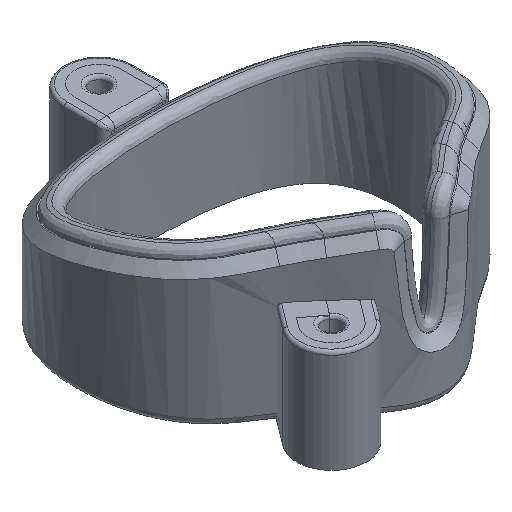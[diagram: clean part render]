
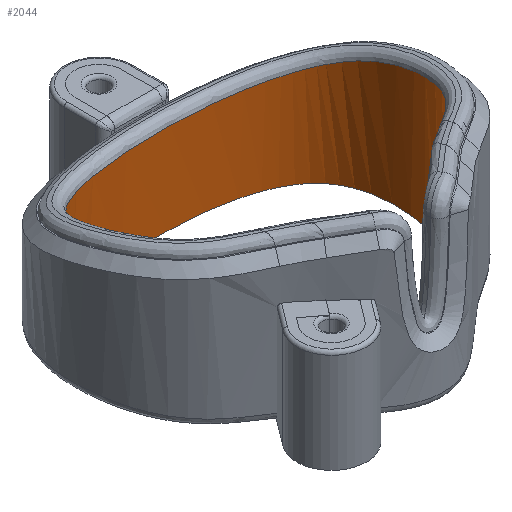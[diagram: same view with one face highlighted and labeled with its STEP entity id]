
A CAD part, isometric view. The second image highlights one B-rep face of the part: STEP entity #2044.
In plain terms, the highlighted free-form (B-spline) face has degree [3, 1] with [21, 2] control points.
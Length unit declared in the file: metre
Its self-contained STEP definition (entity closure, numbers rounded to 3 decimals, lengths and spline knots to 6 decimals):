
#254=B_SPLINE_CURVE_WITH_KNOTS('',3,(#5532,#5533,#5534,#5535,#5536,#5537,
#5538,#5539,#5540,#5541,#5542,#5543,#5544,#5545,#5546,#5547,#5548,#5549,
#5550,#5551,#5552,#5553,#5554,#5555,#5556,#5557,#5558,#5559,#5560,#5561),
 .UNSPECIFIED.,.F.,.F.,(4,1,1,1,1,1,1,1,1,1,1,1,1,1,1,1,1,1,1,1,1,1,1,1,
1,1,1,4),(0.,0.002517,0.005034,0.007552,
0.010069,0.012586,0.015103,0.01762,
0.020137,0.022655,0.025172,0.027689,
0.030206,0.03524,0.040275,0.045309,
0.050343,0.052861,0.055378,0.057895,
0.060412,0.062929,0.065446,0.070481,
0.072998,0.075515,0.078032,0.080549),
 .UNSPECIFIED.);
#255=B_SPLINE_CURVE_WITH_KNOTS('',3,(#5565,#5566,#5567,#5568,#5569,#5570,
#5571,#5572,#5573,#5574,#5575,#5576,#5577),.UNSPECIFIED.,.T.,.F.,(1,3,1,
1,1,1,1,1,1,1,1,3,1),(-0.123861,0.,0.123861,0.216091,
0.308321,0.401805,0.5,0.598195,0.691679,
0.783909,0.876139,1.,1.123861),.UNSPECIFIED.);
#719=ORIENTED_EDGE('',*,*,#1140,.F.);
#720=ORIENTED_EDGE('',*,*,#1141,.T.);
#721=ORIENTED_EDGE('',*,*,#1142,.T.);
#722=ORIENTED_EDGE('',*,*,#1143,.F.);
#1140=EDGE_CURVE('',#1373,#1374,#1518,.T.);
#1141=EDGE_CURVE('',#1373,#1375,#254,.T.);
#1142=EDGE_CURVE('',#1375,#1376,#1519,.T.);
#1143=EDGE_CURVE('',#1374,#1376,#255,.T.);
#1373=VERTEX_POINT('',#5530);
#1374=VERTEX_POINT('',#5531);
#1375=VERTEX_POINT('',#5562);
#1376=VERTEX_POINT('',#5564);
#1518=LINE('',#5529,#1631);
#1519=LINE('',#5563,#1632);
#1631=VECTOR('',#2490,1.);
#1632=VECTOR('',#2491,1.);
#1746=EDGE_LOOP('',(#719,#720,#721,#722));
#1878=FACE_BOUND('',#1746,.T.);
#1956=B_SPLINE_SURFACE_WITH_KNOTS('',3,1,((#5487,#5488),(#5489,#5490),(#5491,
#5492),(#5493,#5494),(#5495,#5496),(#5497,#5498),(#5499,#5500),(#5501,#5502),
(#5503,#5504),(#5505,#5506),(#5507,#5508),(#5509,#5510),(#5511,#5512),(#5513,
#5514),(#5515,#5516),(#5517,#5518),(#5519,#5520),(#5521,#5522),(#5523,#5524),
(#5525,#5526),(#5527,#5528)),.SURF_OF_LINEAR_EXTRUSION.,.F.,.F.,.F.,(4,
1,1,1,1,1,1,1,1,1,1,1,1,1,1,1,1,1,4),(2,2),(0.641291,0.68613,
0.730968,0.775807,0.820646,0.865484,
0.887903,0.910323,0.955161,1.,
1.044839,1.089677,1.112097,1.134516,1.179354,
1.224193,1.269032,1.31387,1.358709),(0.,
1.),.UNSPECIFIED.);
#2044=ADVANCED_FACE('',(#1878),#1956,.T.);
#2490=DIRECTION('',(0.,0.,-1.));
#2491=DIRECTION('',(0.,0.,-1.));
#5487=CARTESIAN_POINT('',(0.01195,-0.008638,0.01815));
#5488=CARTESIAN_POINT('',(0.01195,-0.008638,0.));
#5489=CARTESIAN_POINT('',(0.013177,-0.007839,0.01815));
#5490=CARTESIAN_POINT('',(0.013177,-0.007839,0.));
#5491=CARTESIAN_POINT('',(0.015458,-0.006303,0.01815));
#5492=CARTESIAN_POINT('',(0.015458,-0.006303,0.));
#5493=CARTESIAN_POINT('',(0.017607,-0.002627,0.01815));
#5494=CARTESIAN_POINT('',(0.017607,-0.002627,0.));
#5495=CARTESIAN_POINT('',(0.01852,0.001911,0.01815));
#5496=CARTESIAN_POINT('',(0.01852,0.001911,0.));
#5497=CARTESIAN_POINT('',(0.018401,0.006559,0.01815));
#5498=CARTESIAN_POINT('',(0.018401,0.006559,0.));
#5499=CARTESIAN_POINT('',(0.016992,0.009967,0.01815));
#5500=CARTESIAN_POINT('',(0.016992,0.009967,0.));
#5501=CARTESIAN_POINT('',(0.014703,0.01205,0.01815));
#5502=CARTESIAN_POINT('',(0.014703,0.01205,0.));
#5503=CARTESIAN_POINT('',(0.011659,0.013665,0.01815));
#5504=CARTESIAN_POINT('',(0.011659,0.013665,0.));
#5505=CARTESIAN_POINT('',(0.006761,0.014898,0.01815));
#5506=CARTESIAN_POINT('',(0.006761,0.014898,0.));
#5507=CARTESIAN_POINT('',(0.,0.015321,0.01815));
#5508=CARTESIAN_POINT('',(0.,0.015321,0.));
#5509=CARTESIAN_POINT('',(-0.006761,0.014898,0.01815));
#5510=CARTESIAN_POINT('',(-0.006761,0.014898,0.));
#5511=CARTESIAN_POINT('',(-0.011659,0.013665,0.01815));
#5512=CARTESIAN_POINT('',(-0.011659,0.013665,0.));
#5513=CARTESIAN_POINT('',(-0.014703,0.01205,0.01815));
#5514=CARTESIAN_POINT('',(-0.014703,0.01205,0.));
#5515=CARTESIAN_POINT('',(-0.016992,0.009967,0.01815));
#5516=CARTESIAN_POINT('',(-0.016992,0.009967,0.));
#5517=CARTESIAN_POINT('',(-0.018401,0.006559,0.01815));
#5518=CARTESIAN_POINT('',(-0.018401,0.006559,0.));
#5519=CARTESIAN_POINT('',(-0.01852,0.001911,0.01815));
#5520=CARTESIAN_POINT('',(-0.01852,0.001911,0.));
#5521=CARTESIAN_POINT('',(-0.017607,-0.002627,0.01815));
#5522=CARTESIAN_POINT('',(-0.017607,-0.002627,0.));
#5523=CARTESIAN_POINT('',(-0.015458,-0.006303,0.01815));
#5524=CARTESIAN_POINT('',(-0.015458,-0.006303,0.));
#5525=CARTESIAN_POINT('',(-0.013177,-0.007839,0.01815));
#5526=CARTESIAN_POINT('',(-0.013177,-0.007839,0.));
#5527=CARTESIAN_POINT('',(-0.01195,-0.008638,0.01815));
#5528=CARTESIAN_POINT('',(-0.01195,-0.008638,0.));
#5529=CARTESIAN_POINT('',(0.01195,-0.008638,0.022));
#5530=CARTESIAN_POINT('',(0.01195,-0.008638,0.018042));
#5531=CARTESIAN_POINT('',(0.01195,-0.008638,0.));
#5532=CARTESIAN_POINT('',(0.01195,-0.008638,0.018042));
#5533=CARTESIAN_POINT('',(0.012651,-0.008181,0.017955));
#5534=CARTESIAN_POINT('',(0.014042,-0.007262,0.017779));
#5535=CARTESIAN_POINT('',(0.01588,-0.005519,0.017424));
#5536=CARTESIAN_POINT('',(0.017114,-0.003389,0.016991));
#5537=CARTESIAN_POINT('',(0.017919,-0.001035,0.016505));
#5538=CARTESIAN_POINT('',(0.018342,0.001354,0.015962));
#5539=CARTESIAN_POINT('',(0.018468,0.0038,0.015323));
#5540=CARTESIAN_POINT('',(0.018275,0.006161,0.014603));
#5541=CARTESIAN_POINT('',(0.017628,0.008475,0.013782));
#5542=CARTESIAN_POINT('',(0.016397,0.010548,0.012946));
#5543=CARTESIAN_POINT('',(0.014541,0.01216,0.012311));
#5544=CARTESIAN_POINT('',(0.012309,0.013294,0.011926));
#5545=CARTESIAN_POINT('',(0.009135,0.014341,0.011597));
#5546=CARTESIAN_POINT('',(0.005018,0.015026,0.011403));
#5547=CARTESIAN_POINT('',(0.000021,0.015257,0.011339));
#5548=CARTESIAN_POINT('',(-0.005004,0.015027,0.011403));
#5549=CARTESIAN_POINT('',(-0.009098,0.01435,0.011595));
#5550=CARTESIAN_POINT('',(-0.012285,0.013304,0.011923));
#5551=CARTESIAN_POINT('',(-0.01452,0.012173,0.012306));
#5552=CARTESIAN_POINT('',(-0.01638,0.010567,0.012938));
#5553=CARTESIAN_POINT('',(-0.017615,0.008501,0.013771));
#5554=CARTESIAN_POINT('',(-0.018271,0.006199,0.01459));
#5555=CARTESIAN_POINT('',(-0.01853,0.002995,0.015569));
#5556=CARTESIAN_POINT('',(-0.018184,-0.000237,0.016341));
#5557=CARTESIAN_POINT('',(-0.017123,-0.003377,0.016988));
#5558=CARTESIAN_POINT('',(-0.015866,-0.005538,0.017427));
#5559=CARTESIAN_POINT('',(-0.014047,-0.007256,0.017777));
#5560=CARTESIAN_POINT('',(-0.012651,-0.008181,0.017955));
#5561=CARTESIAN_POINT('',(-0.01195,-0.008638,0.018042));
#5562=CARTESIAN_POINT('',(-0.01195,-0.008638,0.018042));
#5563=CARTESIAN_POINT('',(-0.01195,-0.008638,0.022));
#5564=CARTESIAN_POINT('',(-0.01195,-0.008638,0.));
#5565=CARTESIAN_POINT('',(0.,0.01518,0.));
#5566=CARTESIAN_POINT('',(-0.006225,0.01518,0.));
#5567=CARTESIAN_POINT('',(-0.017086,0.013303,0.));
#5568=CARTESIAN_POINT('',(-0.019148,0.002762,0.));
#5569=CARTESIAN_POINT('',(-0.0165,-0.006752,0.));
#5570=CARTESIAN_POINT('',(-0.008031,-0.0102,0.));
#5571=CARTESIAN_POINT('',(0.,-0.020514,0.));
#5572=CARTESIAN_POINT('',(0.008031,-0.0102,0.));
#5573=CARTESIAN_POINT('',(0.0165,-0.006752,0.));
#5574=CARTESIAN_POINT('',(0.019148,0.002762,0.));
#5575=CARTESIAN_POINT('',(0.017086,0.013303,0.));
#5576=CARTESIAN_POINT('',(0.006225,0.01518,0.));
#5577=CARTESIAN_POINT('',(0.,0.01518,0.));
